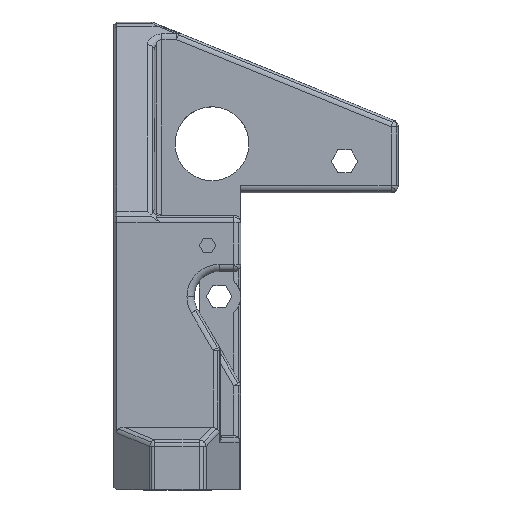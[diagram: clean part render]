
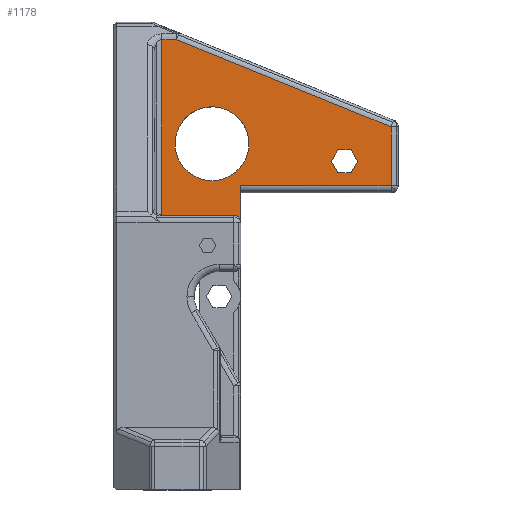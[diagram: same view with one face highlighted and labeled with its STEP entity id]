
A CAD part, front view. The second image highlights one B-rep face of the part: STEP entity #1178.
In plain terms, the highlighted planar face has unit normal (0, -1, 0).
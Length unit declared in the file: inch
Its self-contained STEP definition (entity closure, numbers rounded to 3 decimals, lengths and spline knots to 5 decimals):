
#1178=ADVANCED_FACE('',(#2433,#2434,#2435),#2436,.F.);
#2433=FACE_BOUND('',#8747,.T.);
#2434=FACE_BOUND('',#8748,.T.);
#2435=FACE_OUTER_BOUND('',#8749,.T.);
#2436=PLANE('',#8750);
#8747=EDGE_LOOP('',(#14070,#14071,#14072,#14073,#14074,#14075));
#8748=EDGE_LOOP('',(#14076,#14077,#14078));
#8749=EDGE_LOOP('',(#14079,#14080,#14081,#14082,#14083,#14084,#14085,#14086,#14087));
#8750=AXIS2_PLACEMENT_3D('',#14088,#14089,#14090);
#14070=ORIENTED_EDGE('',*,*,#14937,.T.);
#14071=ORIENTED_EDGE('',*,*,#16282,.T.);
#14072=ORIENTED_EDGE('',*,*,#16003,.T.);
#14073=ORIENTED_EDGE('',*,*,#14857,.T.);
#14074=ORIENTED_EDGE('',*,*,#16283,.T.);
#14075=ORIENTED_EDGE('',*,*,#16225,.T.);
#14076=ORIENTED_EDGE('',*,*,#16177,.T.);
#14077=ORIENTED_EDGE('',*,*,#14964,.T.);
#14078=ORIENTED_EDGE('',*,*,#16178,.T.);
#14079=ORIENTED_EDGE('',*,*,#16284,.F.);
#14080=ORIENTED_EDGE('',*,*,#16285,.T.);
#14081=ORIENTED_EDGE('',*,*,#16174,.F.);
#14082=ORIENTED_EDGE('',*,*,#15592,.F.);
#14083=ORIENTED_EDGE('',*,*,#15795,.F.);
#14084=ORIENTED_EDGE('',*,*,#15514,.F.);
#14085=ORIENTED_EDGE('',*,*,#16131,.F.);
#14086=ORIENTED_EDGE('',*,*,#15925,.F.);
#14087=ORIENTED_EDGE('',*,*,#16230,.F.);
#14088=CARTESIAN_POINT('',(0.43702,0.80984,1.93465));
#14089=DIRECTION('',(0.,1.0,0.0));
#14090=DIRECTION('',(-1.0,0.,0.));
#14857=EDGE_CURVE('',#16411,#16412,#16413,.T.);
#14937=EDGE_CURVE('',#16556,#16557,#16558,.T.);
#14964=EDGE_CURVE('',#16598,#16603,#16605,.T.);
#15514=EDGE_CURVE('',#17457,#16901,#17521,.T.);
#15592=EDGE_CURVE('',#17640,#17642,#17643,.T.);
#15795=EDGE_CURVE('',#16901,#17640,#17926,.T.);
#15925=EDGE_CURVE('',#18097,#16976,#18099,.T.);
#16003=EDGE_CURVE('',#18198,#16411,#18199,.T.);
#16131=EDGE_CURVE('',#16976,#17457,#18349,.T.);
#16174=EDGE_CURVE('',#17642,#18399,#18400,.T.);
#16177=EDGE_CURVE('',#18403,#16598,#18404,.T.);
#16178=EDGE_CURVE('',#16603,#18403,#18405,.T.);
#16225=EDGE_CURVE('',#18455,#16556,#18456,.T.);
#16230=EDGE_CURVE('',#18460,#18097,#18462,.F.);
#16282=EDGE_CURVE('',#16557,#18198,#18519,.T.);
#16283=EDGE_CURVE('',#16412,#18455,#18520,.T.);
#16284=EDGE_CURVE('',#18521,#18460,#18522,.F.);
#16285=EDGE_CURVE('',#18521,#18399,#18523,.T.);
#16411=VERTEX_POINT('',#18651);
#16412=VERTEX_POINT('',#18652);
#16413=LINE('',#18653,#18654);
#16556=VERTEX_POINT('',#18869);
#16557=VERTEX_POINT('',#18870);
#16558=LINE('',#18871,#18872);
#16598=VERTEX_POINT('',#18926);
#16603=VERTEX_POINT('',#18932);
#16605=CIRCLE('',#18935,0.20291);
#16901=VERTEX_POINT('',#19350);
#16976=VERTEX_POINT('',#19446);
#17457=VERTEX_POINT('',#20218);
#17521=LINE('',#20312,#20313);
#17640=VERTEX_POINT('',#20478);
#17642=VERTEX_POINT('',#20480);
#17643=LINE('',#20481,#20482);
#17926=LINE('',#20950,#20951);
#18097=VERTEX_POINT('',#21242);
#18099=LINE('',#21245,#21246);
#18198=VERTEX_POINT('',#21428);
#18199=LINE('',#21429,#21430);
#18349=LINE('',#21678,#21679);
#18399=VERTEX_POINT('',#21753);
#18400=LINE('',#21754,#21755);
#18403=VERTEX_POINT('',#21758);
#18404=CIRCLE('',#21759,0.20291);
#18405=CIRCLE('',#21760,0.20291);
#18455=VERTEX_POINT('',#21888);
#18456=LINE('',#21889,#21890);
#18460=VERTEX_POINT('',#21895);
#18462=CIRCLE('',#21898,0.03937);
#18519=LINE('',#21981,#21982);
#18520=LINE('',#21983,#21984);
#18521=VERTEX_POINT('',#21985);
#18522=CIRCLE('',#21986,0.03937);
#18523=LINE('',#21987,#21988);
#18651=CARTESIAN_POINT('',(1.1096,0.80984,2.05668));
#18652=CARTESIAN_POINT('',(1.07323,0.80984,2.11967));
#18653=CARTESIAN_POINT('',(0.96573,0.80984,2.30587));
#18654=VECTOR('',#22258,1.);
#18869=CARTESIAN_POINT('',(1.18234,0.80984,2.18266));
#18870=CARTESIAN_POINT('',(1.21871,0.80984,2.11967));
#18871=CARTESIAN_POINT('',(1.09302,0.80984,2.33737));
#18872=VECTOR('',#22357,1.);
#18926=CARTESIAN_POINT('',(0.62053,0.80984,2.21612));
#18932=CARTESIAN_POINT('',(0.21471,0.80984,2.21612));
#18935=AXIS2_PLACEMENT_3D('',#22389,#22390,#22391);
#19350=CARTESIAN_POINT('',(0.22282,0.80984,2.78851));
#19446=CARTESIAN_POINT('',(0.14175,0.80984,1.82242));
#20218=CARTESIAN_POINT('',(0.14175,0.80984,2.78851));
#20312=CARTESIAN_POINT('',(0.44506,0.80984,2.78851));
#20313=VECTOR('',#23167,1.0);
#20478=CARTESIAN_POINT('',(1.40187,0.80984,2.30873));
#20480=CARTESIAN_POINT('',(1.40187,0.80984,1.98581));
#20481=CARTESIAN_POINT('',(1.40187,0.80984,2.14415));
#20482=VECTOR('',#23276,1.0);
#20950=CARTESIAN_POINT('',(0.72409,0.80984,2.58454));
#20951=VECTOR('',#23539,1.0);
#21242=CARTESIAN_POINT('',(0.53534,0.80984,1.82242));
#21245=CARTESIAN_POINT('',(0.34258,0.80984,1.82242));
#21246=VECTOR('',#23707,1.0);
#21428=CARTESIAN_POINT('',(1.18234,0.80984,2.05668));
#21429=CARTESIAN_POINT('',(0.75072,0.80984,2.05668));
#21430=VECTOR('',#23798,1.0);
#21678=CARTESIAN_POINT('',(0.14175,0.80984,2.14419));
#21679=VECTOR('',#23942,1.0);
#21753=CARTESIAN_POINT('',(0.57469,0.80984,1.98581));
#21754=CARTESIAN_POINT('',(0.71237,0.80984,1.98581));
#21755=VECTOR('',#23988,1.0);
#21758=CARTESIAN_POINT('',(0.59439,0.80984,2.31574));
#21759=AXIS2_PLACEMENT_3D('',#23992,#23993,#23994);
#21760=AXIS2_PLACEMENT_3D('',#23995,#23996,#23997);
#21888=CARTESIAN_POINT('',(1.1096,0.80984,2.18266));
#21889=CARTESIAN_POINT('',(0.78709,0.80984,2.18266));
#21890=VECTOR('',#24026,1.0);
#21895=CARTESIAN_POINT('',(0.56318,0.80984,1.81089));
#21898=AXIS2_PLACEMENT_3D('',#24029,#24030,#24031);
#21981=CARTESIAN_POINT('',(1.1195,0.80984,1.94783));
#21982=VECTOR('',#24075,1.);
#21983=CARTESIAN_POINT('',(1.02857,0.80984,2.04232));
#21984=VECTOR('',#24076,1.);
#21985=CARTESIAN_POINT('',(0.57471,0.80984,1.78306));
#21986=AXIS2_PLACEMENT_3D('',#24077,#24078,#24079);
#21987=CARTESIAN_POINT('',(0.57474,0.80984,1.4169));
#21988=VECTOR('',#24080,1.0);
#22258=DIRECTION('',(-0.5,0.0,0.866));
#22357=DIRECTION('',(0.5,0.0,-0.866));
#22389=CARTESIAN_POINT('',(0.41762,0.80984,2.21612));
#22390=DIRECTION('',(-0.0,1.0,0.0));
#22391=DIRECTION('',(1.0,0.0,0.0));
#23167=DIRECTION('',(1.0,0.0,0.0));
#23276=DIRECTION('',(0.0,0.0,-1.0));
#23539=DIRECTION('',(0.926,0.0,-0.377));
#23707=DIRECTION('',(-1.0,0.0,0.0));
#23798=DIRECTION('',(-1.0,0.0,0.0));
#23942=DIRECTION('',(0.0,0.0,1.0));
#23988=DIRECTION('',(-1.0,0.0,0.0));
#23992=CARTESIAN_POINT('',(0.41762,0.80984,2.21612));
#23993=DIRECTION('',(-0.0,1.0,0.0));
#23994=DIRECTION('',(1.0,0.0,0.0));
#23995=CARTESIAN_POINT('',(0.41762,0.80984,2.21612));
#23996=DIRECTION('',(-0.0,1.0,0.0));
#23997=DIRECTION('',(1.0,0.0,0.0));
#24026=DIRECTION('',(1.0,0.0,0.0));
#24029=CARTESIAN_POINT('',(0.53534,0.80984,1.78305));
#24030=DIRECTION('',(0.,1.0,0.));
#24031=DIRECTION('',(0.707,0.0,0.707));
#24075=DIRECTION('',(-0.5,0.0,-0.866));
#24076=DIRECTION('',(0.5,0.0,0.866));
#24077=CARTESIAN_POINT('',(0.53534,0.80984,1.78305));
#24078=DIRECTION('',(0.,1.0,0.));
#24079=DIRECTION('',(0.707,0.0,0.707));
#24080=DIRECTION('',(0.,0.0,1.));
